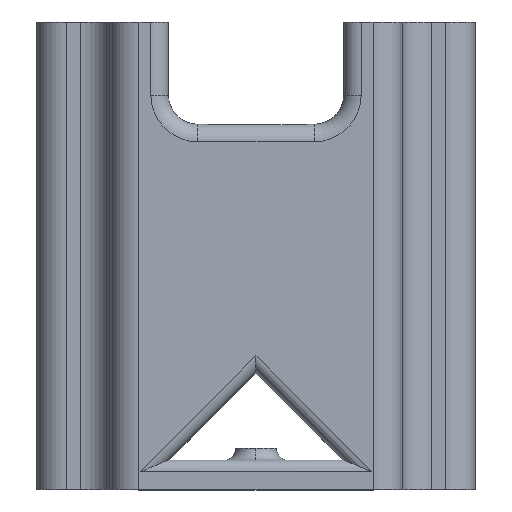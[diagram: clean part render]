
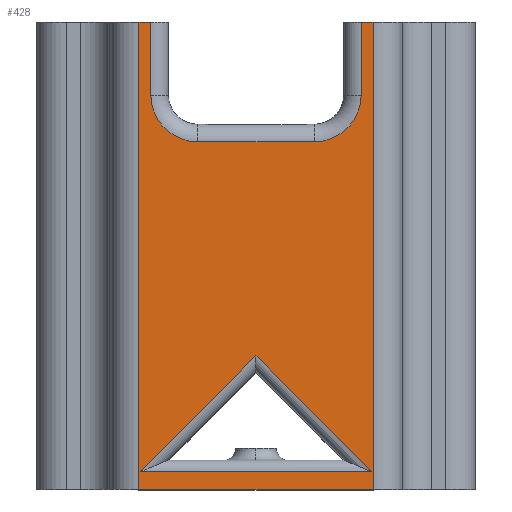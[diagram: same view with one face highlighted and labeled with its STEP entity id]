
A CAD part, top view. The second image highlights one B-rep face of the part: STEP entity #428.
In plain terms, the highlighted planar face has unit normal (0, 0, 1).
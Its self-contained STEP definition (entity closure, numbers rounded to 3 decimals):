
#38 = CARTESIAN_POINT ( 'NONE',  ( -37.5, 75., 37.5 ) ) ;
#44 = DIRECTION ( 'NONE',  ( 0., -1., 0. ) ) ;
#81 = CARTESIAN_POINT ( 'NONE',  ( 18., 75., 37.5 ) ) ;
#133 = EDGE_CURVE ( 'NONE', #2133, #3256, #4094, .T. ) ;
#185 = VERTEX_POINT ( 'NONE', #3625 ) ;
#243 = EDGE_CURVE ( 'NONE', #4498, #1923, #3926, .T. ) ;
#248 = CARTESIAN_POINT ( 'NONE',  ( 18., 75., 37.5 ) ) ;
#262 = DIRECTION ( 'NONE',  ( 0., -1., 0. ) ) ;
#296 = ORIENTED_EDGE ( 'NONE', *, *, #2177, .F. ) ;
#422 = AXIS2_PLACEMENT_3D ( 'NONE', #4558, #4540, #4523 ) ;
#423 = CARTESIAN_POINT ( 'NONE',  ( 20.039, 75., 37.5 ) ) ;
#428 = ADVANCED_FACE ( 'NONE', ( #3595, #3590 ), #4988, .F. ) ;
#431 = CARTESIAN_POINT ( 'NONE',  ( -18., 62.5, 37.5 ) ) ;
#451 = DIRECTION ( 'NONE',  ( 1., 0., 0. ) ) ;
#452 = CARTESIAN_POINT ( 'NONE',  ( -10., 54.5, 37.5 ) ) ;
#472 = CARTESIAN_POINT ( 'NONE',  ( -20.039, 75., 37.5 ) ) ;
#478 = VECTOR ( 'NONE', #2620, 1000. ) ;
#482 = LINE ( 'NONE', #2206, #478 ) ;
#505 = VERTEX_POINT ( 'NONE', #2464 ) ;
#602 = VECTOR ( 'NONE', #3487, 1000. ) ;
#608 = ORIENTED_EDGE ( 'NONE', *, *, #4539, .T. ) ;
#675 = LINE ( 'NONE', #3748, #602 ) ;
#694 = ORIENTED_EDGE ( 'NONE', *, *, #1473, .T. ) ;
#842 = CARTESIAN_POINT ( 'NONE',  ( -37.5, 54.5, 37.5 ) ) ;
#897 = DIRECTION ( 'NONE',  ( 0., 0., -1. ) ) ;
#915 = DIRECTION ( 'NONE',  ( 0., 1., 0. ) ) ;
#1015 = CARTESIAN_POINT ( 'NONE',  ( 9.836, 27.664, 37.5 ) ) ;
#1057 = CARTESIAN_POINT ( 'NONE',  ( -18., 75., 37.5 ) ) ;
#1070 = LINE ( 'NONE', #248, #1149 ) ;
#1084 = ORIENTED_EDGE ( 'NONE', *, *, #3765, .T. ) ;
#1144 = VECTOR ( 'NONE', #5186, 1000. ) ;
#1149 = VECTOR ( 'NONE', #262, 1000. ) ;
#1166 = CARTESIAN_POINT ( 'NONE',  ( 20.039, 75., 37.5 ) ) ;
#1177 = CARTESIAN_POINT ( 'NONE',  ( -47.336, 65.164, 37.5 ) ) ;
#1209 = LINE ( 'NONE', #1177, #1144 ) ;
#1293 = EDGE_CURVE ( 'NONE', #185, #3256, #2248, .T. ) ;
#1457 = DIRECTION ( 'NONE',  ( 0.707, 0.707, 0. ) ) ;
#1473 = EDGE_CURVE ( 'NONE', #2769, #505, #1999, .T. ) ;
#1539 = CARTESIAN_POINT ( 'NONE',  ( -20.039, -5., 37.5 ) ) ;
#1586 = ORIENTED_EDGE ( 'NONE', *, *, #5401, .T. ) ;
#1923 = VERTEX_POINT ( 'NONE', #4643 ) ;
#1944 = VECTOR ( 'NONE', #915, 1000. ) ;
#1967 = EDGE_CURVE ( 'NONE', #3054, #2974, #1209, .T. ) ;
#1998 = EDGE_CURVE ( 'NONE', #4375, #4498, #1070, .T. ) ;
#1999 = LINE ( 'NONE', #1057, #1944 ) ;
#2064 = ORIENTED_EDGE ( 'NONE', *, *, #1967, .T. ) ;
#2067 = DIRECTION ( 'NONE',  ( 0., 1., 0. ) ) ;
#2133 = VERTEX_POINT ( 'NONE', #4720 ) ;
#2150 = DIRECTION ( 'NONE',  ( -1., 0., 0. ) ) ;
#2177 = EDGE_CURVE ( 'NONE', #4375, #4238, #675, .T. ) ;
#2193 = VECTOR ( 'NONE', #44, 1000. ) ;
#2206 = CARTESIAN_POINT ( 'NONE',  ( -37.5, -2., 37.5 ) ) ;
#2248 = LINE ( 'NONE', #472, #2193 ) ;
#2309 = CIRCLE ( 'NONE', #4748, 8. ) ;
#2464 = CARTESIAN_POINT ( 'NONE',  ( -18., 75., 37.5 ) ) ;
#2548 = CARTESIAN_POINT ( 'NONE',  ( 0., 17.828, 37.5 ) ) ;
#2555 = VECTOR ( 'NONE', #2067, 1000. ) ;
#2565 = LINE ( 'NONE', #1166, #2555 ) ;
#2614 = CARTESIAN_POINT ( 'NONE',  ( -19.828, -2., 37.5 ) ) ;
#2620 = DIRECTION ( 'NONE',  ( -1., 0., 0. ) ) ;
#2715 = DIRECTION ( 'NONE',  ( -1., 0., 0. ) ) ;
#2769 = VERTEX_POINT ( 'NONE', #431 ) ;
#2795 = EDGE_CURVE ( 'NONE', #185, #505, #5065, .T. ) ;
#2848 = CARTESIAN_POINT ( 'NONE',  ( 18., 62.5, 37.5 ) ) ;
#2974 = VERTEX_POINT ( 'NONE', #4910 ) ;
#3054 = VERTEX_POINT ( 'NONE', #2548 ) ;
#3107 = ORIENTED_EDGE ( 'NONE', *, *, #133, .F. ) ;
#3256 = VERTEX_POINT ( 'NONE', #1539 ) ;
#3266 = EDGE_LOOP ( 'NONE', ( #2064, #1586, #1084 ) ) ;
#3311 = ORIENTED_EDGE ( 'NONE', *, *, #1293, .T. ) ;
#3392 = CARTESIAN_POINT ( 'NONE',  ( 37.5, -5., 37.5 ) ) ;
#3478 = CARTESIAN_POINT ( 'NONE',  ( -10., 62.5, 37.5 ) ) ;
#3487 = DIRECTION ( 'NONE',  ( 1., 0., 0. ) ) ;
#3531 = EDGE_CURVE ( 'NONE', #1923, #5374, #4985, .T. ) ;
#3590 = FACE_OUTER_BOUND ( 'NONE', #4374, .T. ) ;
#3591 = ORIENTED_EDGE ( 'NONE', *, *, #2795, .F. ) ;
#3595 = FACE_BOUND ( 'NONE', #3266, .T. ) ;
#3625 = CARTESIAN_POINT ( 'NONE',  ( -20.039, 75., 37.5 ) ) ;
#3748 = CARTESIAN_POINT ( 'NONE',  ( -37.5, 75., 37.5 ) ) ;
#3765 = EDGE_CURVE ( 'NONE', #4775, #3054, #4361, .T. ) ;
#3820 = CARTESIAN_POINT ( 'NONE',  ( 10., 62.5, 37.5 ) ) ;
#3831 = DIRECTION ( 'NONE',  ( 0., 0., -1. ) ) ;
#3837 = DIRECTION ( 'NONE',  ( -1., 0., 0. ) ) ;
#3896 = DIRECTION ( 'NONE',  ( -1., 0., 0. ) ) ;
#3926 = CIRCLE ( 'NONE', #4084, 8. ) ;
#4084 = AXIS2_PLACEMENT_3D ( 'NONE', #3820, #3831, #3837 ) ;
#4094 = LINE ( 'NONE', #3392, #4173 ) ;
#4173 = VECTOR ( 'NONE', #2715, 1000. ) ;
#4238 = VERTEX_POINT ( 'NONE', #423 ) ;
#4361 = LINE ( 'NONE', #1015, #4422 ) ;
#4374 = EDGE_LOOP ( 'NONE', ( #694, #3591, #3311, #3107, #608, #296, #5431, #4903, #4879, #4765 ) ) ;
#4375 = VERTEX_POINT ( 'NONE', #81 ) ;
#4422 = VECTOR ( 'NONE', #1457, 1000. ) ;
#4498 = VERTEX_POINT ( 'NONE', #2848 ) ;
#4523 = DIRECTION ( 'NONE',  ( -1., 0., 0. ) ) ;
#4539 = EDGE_CURVE ( 'NONE', #2133, #4238, #2565, .T. ) ;
#4540 = DIRECTION ( 'NONE',  ( 0., 0., -1. ) ) ;
#4558 = CARTESIAN_POINT ( 'NONE',  ( -37.5, 75., 37.5 ) ) ;
#4643 = CARTESIAN_POINT ( 'NONE',  ( 10., 54.5, 37.5 ) ) ;
#4720 = CARTESIAN_POINT ( 'NONE',  ( 20.039, -5., 37.5 ) ) ;
#4748 = AXIS2_PLACEMENT_3D ( 'NONE', #3478, #897, #3896 ) ;
#4760 = EDGE_CURVE ( 'NONE', #5374, #2769, #2309, .T. ) ;
#4765 = ORIENTED_EDGE ( 'NONE', *, *, #4760, .T. ) ;
#4775 = VERTEX_POINT ( 'NONE', #2614 ) ;
#4820 = VECTOR ( 'NONE', #451, 1000. ) ;
#4879 = ORIENTED_EDGE ( 'NONE', *, *, #3531, .T. ) ;
#4903 = ORIENTED_EDGE ( 'NONE', *, *, #243, .T. ) ;
#4910 = CARTESIAN_POINT ( 'NONE',  ( 19.828, -2., 37.5 ) ) ;
#4944 = VECTOR ( 'NONE', #2150, 1000. ) ;
#4985 = LINE ( 'NONE', #842, #4944 ) ;
#4988 = PLANE ( 'NONE',  #422 ) ;
#5065 = LINE ( 'NONE', #38, #4820 ) ;
#5186 = DIRECTION ( 'NONE',  ( 0.707, -0.707, 0. ) ) ;
#5374 = VERTEX_POINT ( 'NONE', #452 ) ;
#5401 = EDGE_CURVE ( 'NONE', #2974, #4775, #482, .T. ) ;
#5431 = ORIENTED_EDGE ( 'NONE', *, *, #1998, .T. ) ;
